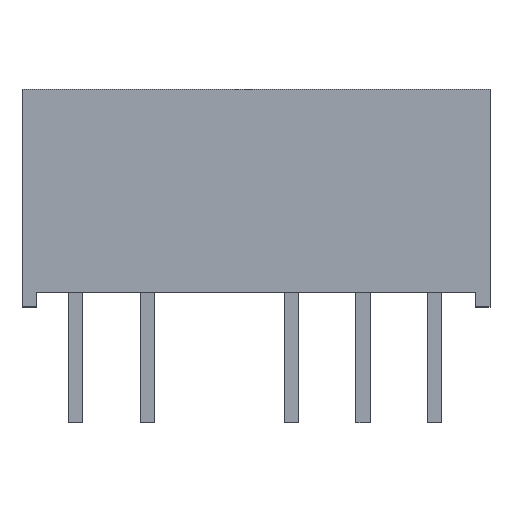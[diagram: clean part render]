
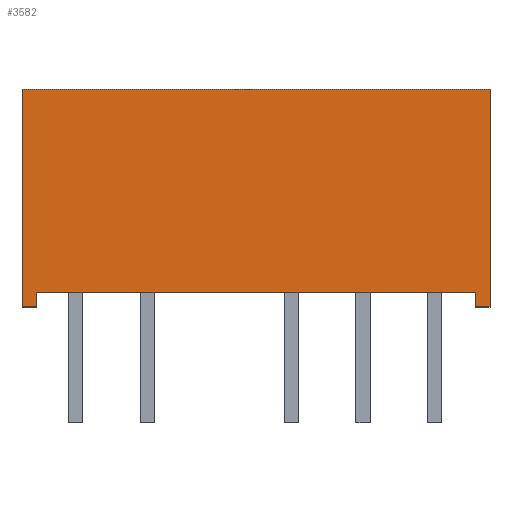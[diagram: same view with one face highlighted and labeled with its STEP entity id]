
A CAD part, top view. The second image highlights one B-rep face of the part: STEP entity #3582.
In plain terms, the highlighted planar face has unit normal (0, 0, 1).
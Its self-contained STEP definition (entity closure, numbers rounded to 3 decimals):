
#3040 = VERTEX_POINT('',#3041);
#3041 = CARTESIAN_POINT('',(-8.275,7.2,3.));
#3049 = EDGE_CURVE('',#3050,#3040,#3052,.T.);
#3050 = VERTEX_POINT('',#3051);
#3051 = CARTESIAN_POINT('',(8.275,7.2,3.));
#3052 = LINE('',#3053,#3054);
#3053 = CARTESIAN_POINT('',(0.,7.2,3.));
#3054 = VECTOR('',#3055,1.);
#3055 = DIRECTION('',(-1.,0.,0.));
#3312 = VERTEX_POINT('',#3313);
#3313 = CARTESIAN_POINT('',(7.775,0.,3.));
#3319 = EDGE_CURVE('',#3320,#3312,#3322,.T.);
#3320 = VERTEX_POINT('',#3321);
#3321 = CARTESIAN_POINT('',(-7.775,0.,3.));
#3322 = LINE('',#3323,#3324);
#3323 = CARTESIAN_POINT('',(0.,0.,3.));
#3324 = VECTOR('',#3325,1.);
#3325 = DIRECTION('',(1.,0.,0.));
#3427 = EDGE_CURVE('',#3428,#3320,#3430,.T.);
#3428 = VERTEX_POINT('',#3429);
#3429 = CARTESIAN_POINT('',(-7.775,-0.5,3.));
#3430 = LINE('',#3431,#3432);
#3431 = CARTESIAN_POINT('',(-7.775,0.,3.));
#3432 = VECTOR('',#3433,1.);
#3433 = DIRECTION('',(0.,1.,0.));
#3455 = EDGE_CURVE('',#3456,#3428,#3458,.T.);
#3456 = VERTEX_POINT('',#3457);
#3457 = CARTESIAN_POINT('',(-8.275,-0.5,3.));
#3458 = LINE('',#3459,#3460);
#3459 = CARTESIAN_POINT('',(-7.775,-0.5,3.));
#3460 = VECTOR('',#3461,1.);
#3461 = DIRECTION('',(1.,0.,0.));
#3479 = EDGE_CURVE('',#3040,#3456,#3480,.T.);
#3480 = LINE('',#3481,#3482);
#3481 = CARTESIAN_POINT('',(-8.275,-0.5,3.));
#3482 = VECTOR('',#3483,1.);
#3483 = DIRECTION('',(0.,-1.,0.));
#3518 = EDGE_CURVE('',#3519,#3050,#3521,.T.);
#3519 = VERTEX_POINT('',#3520);
#3520 = CARTESIAN_POINT('',(8.275,-0.5,3.));
#3521 = LINE('',#3522,#3523);
#3522 = CARTESIAN_POINT('',(8.275,7.2,3.));
#3523 = VECTOR('',#3524,1.);
#3524 = DIRECTION('',(0.,1.,0.));
#3542 = EDGE_CURVE('',#3543,#3519,#3545,.T.);
#3543 = VERTEX_POINT('',#3544);
#3544 = CARTESIAN_POINT('',(7.775,-0.5,3.));
#3545 = LINE('',#3546,#3547);
#3546 = CARTESIAN_POINT('',(8.275,-0.5,3.));
#3547 = VECTOR('',#3548,1.);
#3548 = DIRECTION('',(1.,0.,0.));
#3566 = EDGE_CURVE('',#3312,#3543,#3567,.T.);
#3567 = LINE('',#3568,#3569);
#3568 = CARTESIAN_POINT('',(7.775,-0.5,3.));
#3569 = VECTOR('',#3570,1.);
#3570 = DIRECTION('',(0.,-1.,0.));
#3582 = ADVANCED_FACE('',(#3583),#3593,.T.);
#3583 = FACE_BOUND('',#3584,.T.);
#3584 = EDGE_LOOP('',(#3585,#3586,#3587,#3588,#3589,#3590,#3591,#3592));
#3585 = ORIENTED_EDGE('',*,*,#3319,.T.);
#3586 = ORIENTED_EDGE('',*,*,#3566,.T.);
#3587 = ORIENTED_EDGE('',*,*,#3542,.T.);
#3588 = ORIENTED_EDGE('',*,*,#3518,.T.);
#3589 = ORIENTED_EDGE('',*,*,#3049,.T.);
#3590 = ORIENTED_EDGE('',*,*,#3479,.T.);
#3591 = ORIENTED_EDGE('',*,*,#3455,.T.);
#3592 = ORIENTED_EDGE('',*,*,#3427,.T.);
#3593 = PLANE('',#3594);
#3594 = AXIS2_PLACEMENT_3D('',#3595,#3596,#3597);
#3595 = CARTESIAN_POINT('',(0.,3.434,3.));
#3596 = DIRECTION('',(0.,0.,1.));
#3597 = DIRECTION('',(1.,0.,-0.));
